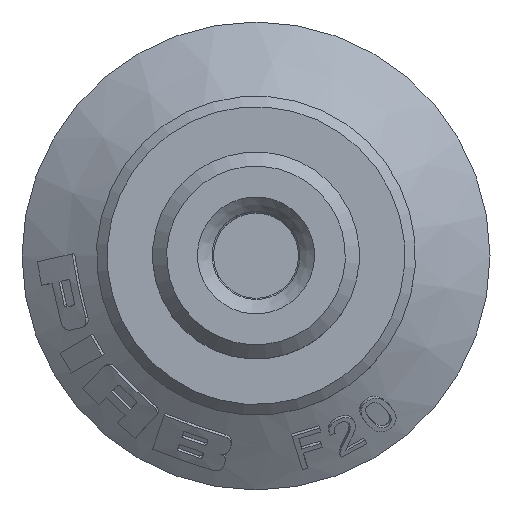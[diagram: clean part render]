
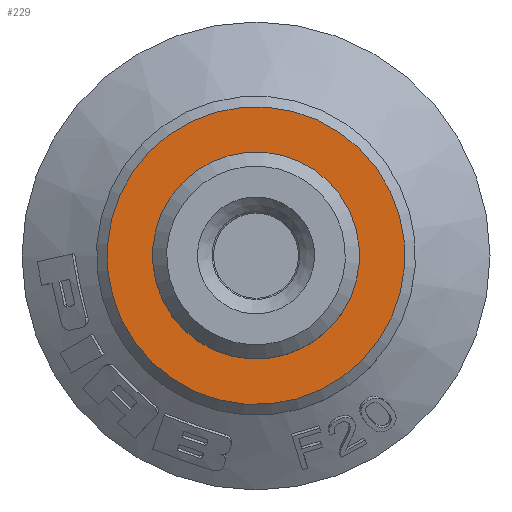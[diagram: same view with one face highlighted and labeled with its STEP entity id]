
A CAD part, top view. The second image highlights one B-rep face of the part: STEP entity #229.
In plain terms, the highlighted planar face has unit normal (0, 0, 1).
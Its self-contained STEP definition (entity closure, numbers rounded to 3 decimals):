
#229 = ADVANCED_FACE( '', ( #417, #418 ), #419, .F. );
#417 = FACE_OUTER_BOUND( '', #769, .T. );
#418 = FACE_BOUND( '', #770, .T. );
#419 = PLANE( '', #771 );
#769 = EDGE_LOOP( '', ( #1952 ) );
#770 = EDGE_LOOP( '', ( #1953 ) );
#771 = AXIS2_PLACEMENT_3D( '', #1954, #1955, #1956 );
#1952 = ORIENTED_EDGE( '', *, *, #2629, .T. );
#1953 = ORIENTED_EDGE( '', *, *, #2611, .T. );
#1954 = CARTESIAN_POINT( '', ( 0., -4.865, -6. ) );
#1955 = DIRECTION( '', ( 0., 0., -1. ) );
#1956 = DIRECTION( '', ( -1., 0., 0. ) );
#2611 = EDGE_CURVE( '', #2887, #2887, #2888, .T. );
#2629 = EDGE_CURVE( '', #2923, #2923, #2924, .F. );
#2887 = VERTEX_POINT( '', #3356 );
#2888 = CIRCLE( '', #3357, 4.865 );
#2923 = VERTEX_POINT( '', #3392 );
#2924 = CIRCLE( '', #3393, 7. );
#3356 = CARTESIAN_POINT( '', ( -4.865, 0., -6. ) );
#3357 = AXIS2_PLACEMENT_3D( '', #4734, #4735, #4736 );
#3392 = CARTESIAN_POINT( '', ( -7., 0., -6. ) );
#3393 = AXIS2_PLACEMENT_3D( '', #4788, #4789, #4790 );
#4734 = CARTESIAN_POINT( '', ( 0., 0., -6. ) );
#4735 = DIRECTION( '', ( 0., 0., -1. ) );
#4736 = DIRECTION( '', ( -1., 0., 0. ) );
#4788 = CARTESIAN_POINT( '', ( 0., 0., -6. ) );
#4789 = DIRECTION( '', ( 0., 0., -1. ) );
#4790 = DIRECTION( '', ( -1., 0., 0. ) );
